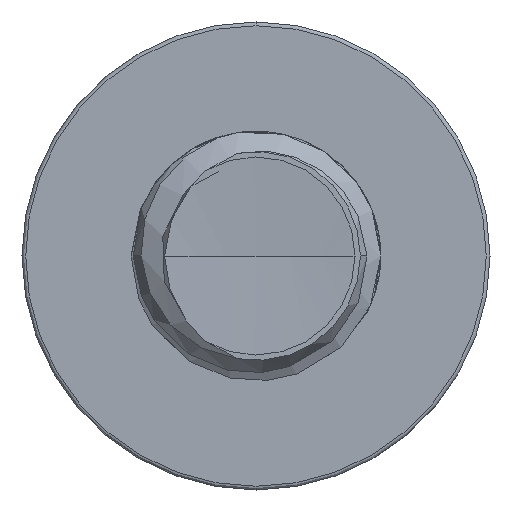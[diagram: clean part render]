
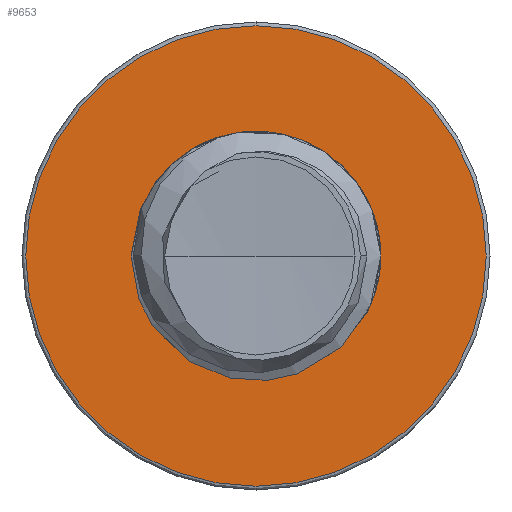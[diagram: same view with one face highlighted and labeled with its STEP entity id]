
A CAD part, front view. The second image highlights one B-rep face of the part: STEP entity #9653.
In plain terms, the highlighted planar face has unit normal (0, -1, 0).
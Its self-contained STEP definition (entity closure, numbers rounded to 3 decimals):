
#105 = ORIENTED_EDGE ( 'NONE', *, *, #5668, .T. ) ;
#192 = CIRCLE ( 'NONE', #1535, 1.476 ) ;
#459 = DIRECTION ( 'NONE',  ( 0., 0., -1. ) ) ;
#643 = CARTESIAN_POINT ( 'NONE',  ( 0., 1.75, 1.476 ) ) ;
#960 = CARTESIAN_POINT ( 'NONE',  ( 0., 1.75, 0. ) ) ;
#1333 = AXIS2_PLACEMENT_3D ( 'NONE', #7187, #1852, #8079 ) ;
#1442 = AXIS2_PLACEMENT_3D ( 'NONE', #7703, #2366, #8592 ) ;
#1535 = AXIS2_PLACEMENT_3D ( 'NONE', #11128, #5807, #459 ) ;
#1622 = EDGE_LOOP ( 'NONE', ( #7807, #5155 ) ) ;
#1688 = EDGE_CURVE ( 'NONE', #8148, #7460, #4031, .T. ) ;
#1848 = DIRECTION ( 'NONE',  ( 0., 0., -1. ) ) ;
#1852 = DIRECTION ( 'NONE',  ( 0., -1., 0. ) ) ;
#2175 = VERTEX_POINT ( 'NONE', #643 ) ;
#2292 = CIRCLE ( 'NONE', #10383, 1.476 ) ;
#2366 = DIRECTION ( 'NONE',  ( 0., -1., 0. ) ) ;
#2508 = PLANE ( 'NONE',  #9005 ) ;
#2649 = EDGE_CURVE ( 'NONE', #2175, #5307, #2292, .T. ) ;
#3402 = DIRECTION ( 'NONE',  ( 0., -1., 0. ) ) ;
#4031 = CIRCLE ( 'NONE', #1442, 0.786 ) ;
#4782 = CARTESIAN_POINT ( 'NONE',  ( 0., 1.75, 0.786 ) ) ;
#5120 = ORIENTED_EDGE ( 'NONE', *, *, #2649, .T. ) ;
#5155 = ORIENTED_EDGE ( 'NONE', *, *, #1688, .F. ) ;
#5307 = VERTEX_POINT ( 'NONE', #10904 ) ;
#5668 = EDGE_CURVE ( 'NONE', #5307, #2175, #192, .T. ) ;
#5807 = DIRECTION ( 'NONE',  ( 0., -1., 0. ) ) ;
#6077 = CARTESIAN_POINT ( 'NONE',  ( 0., 1.75, 0.786 ) ) ;
#6705 = EDGE_CURVE ( 'NONE', #7460, #8148, #7707, .T. ) ;
#6752 = FACE_OUTER_BOUND ( 'NONE', #8193, .T. ) ;
#7185 = DIRECTION ( 'NONE',  ( 0., -1., 0. ) ) ;
#7187 = CARTESIAN_POINT ( 'NONE',  ( 0., 1.75, 0. ) ) ;
#7460 = VERTEX_POINT ( 'NONE', #8680 ) ;
#7703 = CARTESIAN_POINT ( 'NONE',  ( 0., 1.75, 0. ) ) ;
#7707 = CIRCLE ( 'NONE', #1333, 0.786 ) ;
#7807 = ORIENTED_EDGE ( 'NONE', *, *, #6705, .F. ) ;
#8079 = DIRECTION ( 'NONE',  ( 0., 0., -1. ) ) ;
#8148 = VERTEX_POINT ( 'NONE', #4782 ) ;
#8193 = EDGE_LOOP ( 'NONE', ( #105, #5120 ) ) ;
#8592 = DIRECTION ( 'NONE',  ( 0., 0., -1. ) ) ;
#8680 = CARTESIAN_POINT ( 'NONE',  ( 0., 1.75, -0.786 ) ) ;
#9005 = AXIS2_PLACEMENT_3D ( 'NONE', #6077, #3402, #9642 ) ;
#9108 = FACE_BOUND ( 'NONE', #1622, .T. ) ;
#9642 = DIRECTION ( 'NONE',  ( 0., 0., -1. ) ) ;
#9653 = ADVANCED_FACE ( 'NONE', ( #6752, #9108 ), #2508, .T. ) ;
#10383 = AXIS2_PLACEMENT_3D ( 'NONE', #960, #7185, #1848 ) ;
#10904 = CARTESIAN_POINT ( 'NONE',  ( 0., 1.75, -1.476 ) ) ;
#11128 = CARTESIAN_POINT ( 'NONE',  ( 0., 1.75, 0. ) ) ;
